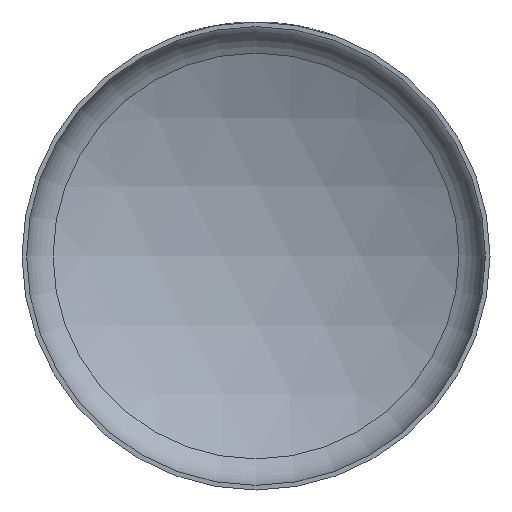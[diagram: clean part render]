
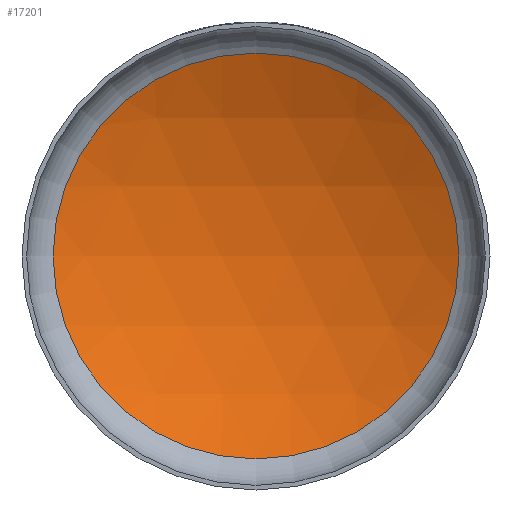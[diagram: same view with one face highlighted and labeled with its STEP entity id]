
A CAD part, front view. The second image highlights one B-rep face of the part: STEP entity #17201.
In plain terms, the highlighted spherical face has radius 204 mm.
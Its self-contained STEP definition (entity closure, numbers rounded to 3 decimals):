
#1188 = DIRECTION ( 'NONE',  ( 0., 0., 1. ) ) ;
#3515 = EDGE_CURVE ( 'NONE', #6958, #6958, #16304, .T. ) ;
#3932 = CARTESIAN_POINT ( 'NONE',  ( 0., 26.383, -88.444 ) ) ;
#6432 = SPHERICAL_SURFACE ( 'NONE', #17721, 204. ) ;
#6958 = VERTEX_POINT ( 'NONE', #3932 ) ;
#7996 = DIRECTION ( 'NONE',  ( 1., 0., 0. ) ) ;
#10144 = CARTESIAN_POINT ( 'NONE',  ( 0., 26.383, 0. ) ) ;
#10274 = DIRECTION ( 'NONE',  ( 0., 0., -1. ) ) ;
#15390 = DIRECTION ( 'NONE',  ( 0., -1., 0. ) ) ;
#15929 = AXIS2_PLACEMENT_3D ( 'NONE', #10144, #15390, #10274 ) ;
#16233 = FACE_OUTER_BOUND ( 'NONE', #17406, .T. ) ;
#16304 = CIRCLE ( 'NONE', #15929, 88.444 ) ;
#16491 = CARTESIAN_POINT ( 'NONE',  ( 0., -157.447, 0. ) ) ;
#17201 = ADVANCED_FACE ( 'NONE', ( #16233 ), #6432, .F. ) ;
#17406 = EDGE_LOOP ( 'NONE', ( #19569 ) ) ;
#17721 = AXIS2_PLACEMENT_3D ( 'NONE', #16491, #1188, #7996 ) ;
#19569 = ORIENTED_EDGE ( 'NONE', *, *, #3515, .T. ) ;
